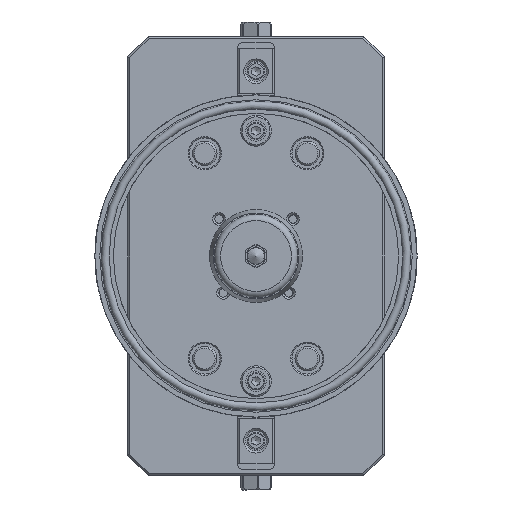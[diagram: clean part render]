
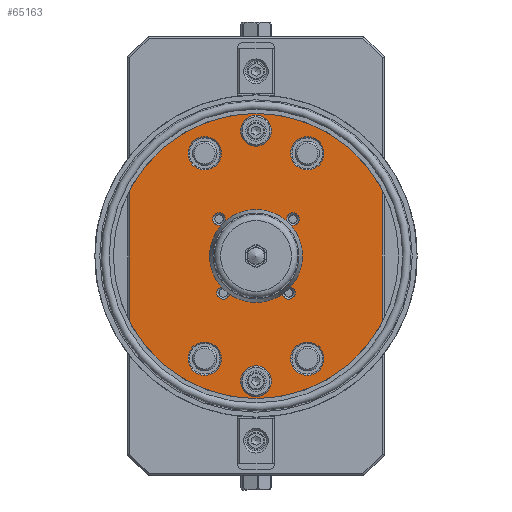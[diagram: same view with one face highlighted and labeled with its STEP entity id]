
A CAD part, front view. The second image highlights one B-rep face of the part: STEP entity #65163.
In plain terms, the highlighted planar face has unit normal (0, -1, 0).
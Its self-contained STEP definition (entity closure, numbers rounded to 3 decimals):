
#2863=FACE_BOUND('',#9152,.T.);
#2864=FACE_BOUND('',#9153,.T.);
#2865=FACE_BOUND('',#9154,.T.);
#2866=FACE_BOUND('',#9155,.T.);
#2867=FACE_BOUND('',#9156,.T.);
#2868=FACE_BOUND('',#9157,.T.);
#2869=FACE_BOUND('',#9158,.T.);
#2870=FACE_BOUND('',#9159,.T.);
#2871=FACE_BOUND('',#9160,.T.);
#2872=FACE_BOUND('',#9161,.T.);
#2873=FACE_BOUND('',#9162,.T.);
#3223=PLANE('',#68972);
#5620=FACE_OUTER_BOUND('',#9151,.T.);
#9151=EDGE_LOOP('',(#42598,#42599,#42600,#42601));
#9152=EDGE_LOOP('',(#42602));
#9153=EDGE_LOOP('',(#42603));
#9154=EDGE_LOOP('',(#42604));
#9155=EDGE_LOOP('',(#42605));
#9156=EDGE_LOOP('',(#42606));
#9157=EDGE_LOOP('',(#42607));
#9158=EDGE_LOOP('',(#42608));
#9159=EDGE_LOOP('',(#42609));
#9160=EDGE_LOOP('',(#42610));
#9161=EDGE_LOOP('',(#42611));
#9162=EDGE_LOOP('',(#42612));
#13039=LINE('',#86938,#19451);
#13040=LINE('',#86941,#19452);
#19451=VECTOR('',#72845,10.);
#19452=VECTOR('',#72848,10.);
#25868=CIRCLE('',#68969,8.1);
#25871=CIRCLE('',#68973,69.5);
#25872=CIRCLE('',#68974,69.5);
#25873=CIRCLE('',#68975,8.1);
#25874=CIRCLE('',#68976,8.1);
#25875=CIRCLE('',#68977,3.067);
#25876=CIRCLE('',#68978,3.067);
#25877=CIRCLE('',#68979,13.5);
#25878=CIRCLE('',#68980,7.5);
#25879=CIRCLE('',#68981,7.5);
#25880=CIRCLE('',#68982,3.067);
#25881=CIRCLE('',#68983,3.067);
#25882=CIRCLE('',#68984,8.1);
#26956=VERTEX_POINT('',#86926);
#26959=VERTEX_POINT('',#86934);
#26960=VERTEX_POINT('',#86935);
#26961=VERTEX_POINT('',#86937);
#26962=VERTEX_POINT('',#86939);
#26963=VERTEX_POINT('',#86942);
#26964=VERTEX_POINT('',#86944);
#26965=VERTEX_POINT('',#86946);
#26966=VERTEX_POINT('',#86948);
#26967=VERTEX_POINT('',#86950);
#26968=VERTEX_POINT('',#86952);
#26969=VERTEX_POINT('',#86954);
#26970=VERTEX_POINT('',#86956);
#26971=VERTEX_POINT('',#86958);
#26972=VERTEX_POINT('',#86960);
#33186=EDGE_CURVE('',#26956,#26956,#25868,.T.);
#33190=EDGE_CURVE('',#26959,#26960,#25871,.T.);
#33191=EDGE_CURVE('',#26961,#26960,#13039,.T.);
#33192=EDGE_CURVE('',#26961,#26962,#25872,.T.);
#33193=EDGE_CURVE('',#26959,#26962,#13040,.T.);
#33194=EDGE_CURVE('',#26963,#26963,#25873,.T.);
#33195=EDGE_CURVE('',#26964,#26964,#25874,.T.);
#33196=EDGE_CURVE('',#26965,#26965,#25875,.T.);
#33197=EDGE_CURVE('',#26966,#26966,#25876,.T.);
#33198=EDGE_CURVE('',#26967,#26967,#25877,.T.);
#33199=EDGE_CURVE('',#26968,#26968,#25878,.T.);
#33200=EDGE_CURVE('',#26969,#26969,#25879,.T.);
#33201=EDGE_CURVE('',#26970,#26970,#25880,.T.);
#33202=EDGE_CURVE('',#26971,#26971,#25881,.T.);
#33203=EDGE_CURVE('',#26972,#26972,#25882,.T.);
#42598=ORIENTED_EDGE('',*,*,#33190,.T.);
#42599=ORIENTED_EDGE('',*,*,#33191,.F.);
#42600=ORIENTED_EDGE('',*,*,#33192,.T.);
#42601=ORIENTED_EDGE('',*,*,#33193,.F.);
#42602=ORIENTED_EDGE('',*,*,#33194,.F.);
#42603=ORIENTED_EDGE('',*,*,#33195,.F.);
#42604=ORIENTED_EDGE('',*,*,#33196,.F.);
#42605=ORIENTED_EDGE('',*,*,#33197,.F.);
#42606=ORIENTED_EDGE('',*,*,#33198,.F.);
#42607=ORIENTED_EDGE('',*,*,#33199,.T.);
#42608=ORIENTED_EDGE('',*,*,#33200,.T.);
#42609=ORIENTED_EDGE('',*,*,#33201,.F.);
#42610=ORIENTED_EDGE('',*,*,#33202,.F.);
#42611=ORIENTED_EDGE('',*,*,#33203,.F.);
#42612=ORIENTED_EDGE('',*,*,#33186,.F.);
#65163=ADVANCED_FACE('',(#5620,#2863,#2864,#2865,#2866,#2867,#2868,#2869,
#2870,#2871,#2872,#2873),#3223,.T.);
#68969=AXIS2_PLACEMENT_3D('',#86927,#72834,#72835);
#68972=AXIS2_PLACEMENT_3D('',#86933,#72841,#72842);
#68973=AXIS2_PLACEMENT_3D('',#86936,#72843,#72844);
#68974=AXIS2_PLACEMENT_3D('',#86940,#72846,#72847);
#68975=AXIS2_PLACEMENT_3D('',#86943,#72849,#72850);
#68976=AXIS2_PLACEMENT_3D('',#86945,#72851,#72852);
#68977=AXIS2_PLACEMENT_3D('',#86947,#72853,#72854);
#68978=AXIS2_PLACEMENT_3D('',#86949,#72855,#72856);
#68979=AXIS2_PLACEMENT_3D('',#86951,#72857,#72858);
#68980=AXIS2_PLACEMENT_3D('',#86953,#72859,#72860);
#68981=AXIS2_PLACEMENT_3D('',#86955,#72861,#72862);
#68982=AXIS2_PLACEMENT_3D('',#86957,#72863,#72864);
#68983=AXIS2_PLACEMENT_3D('',#86959,#72865,#72866);
#68984=AXIS2_PLACEMENT_3D('',#86961,#72867,#72868);
#72834=DIRECTION('center_axis',(0.,-1.,0.));
#72835=DIRECTION('ref_axis',(-1.,0.,0.));
#72841=DIRECTION('center_axis',(0.,-1.,0.));
#72842=DIRECTION('ref_axis',(1.,0.,0.));
#72843=DIRECTION('center_axis',(0.,-1.,0.));
#72844=DIRECTION('ref_axis',(0.904,0.,0.428));
#72845=DIRECTION('',(0.,0.,-1.));
#72846=DIRECTION('center_axis',(0.,-1.,0.));
#72847=DIRECTION('ref_axis',(-0.904,0.,-0.428));
#72848=DIRECTION('',(0.,0.,1.));
#72849=DIRECTION('center_axis',(0.,-1.,0.));
#72850=DIRECTION('ref_axis',(-1.,0.,0.));
#72851=DIRECTION('center_axis',(0.,-1.,0.));
#72852=DIRECTION('ref_axis',(-1.,0.,0.));
#72853=DIRECTION('center_axis',(0.,-1.,0.));
#72854=DIRECTION('ref_axis',(1.,0.,0.));
#72855=DIRECTION('center_axis',(0.,-1.,0.));
#72856=DIRECTION('ref_axis',(1.,0.,0.));
#72857=DIRECTION('center_axis',(0.,-1.,0.));
#72858=DIRECTION('ref_axis',(-1.,0.,0.));
#72859=DIRECTION('center_axis',(0.,1.,0.));
#72860=DIRECTION('ref_axis',(1.,0.,0.));
#72861=DIRECTION('center_axis',(0.,1.,0.));
#72862=DIRECTION('ref_axis',(1.,0.,0.));
#72863=DIRECTION('center_axis',(0.,-1.,0.));
#72864=DIRECTION('ref_axis',(1.,0.,0.));
#72865=DIRECTION('center_axis',(0.,-1.,0.));
#72866=DIRECTION('ref_axis',(1.,0.,0.));
#72867=DIRECTION('center_axis',(0.,-1.,0.));
#72868=DIRECTION('ref_axis',(-1.,0.,0.));
#86926=CARTESIAN_POINT('',(33.1,0.,-50.));
#86927=CARTESIAN_POINT('Origin',(25.,0.,-50.));
#86933=CARTESIAN_POINT('Origin',(-62.5,0.,0.));
#86934=CARTESIAN_POINT('',(-61.5,0.,-32.373));
#86935=CARTESIAN_POINT('',(61.5,0.,-32.373));
#86936=CARTESIAN_POINT('Origin',(0.,0.,
0.));
#86937=CARTESIAN_POINT('',(61.5,0.,32.373));
#86938=CARTESIAN_POINT('',(61.5,0.,0.));
#86939=CARTESIAN_POINT('',(-61.5,0.,32.373));
#86940=CARTESIAN_POINT('Origin',(0.,0.,
0.));
#86941=CARTESIAN_POINT('',(-61.5,0.,0.));
#86942=CARTESIAN_POINT('',(-16.9,0.,-50.));
#86943=CARTESIAN_POINT('Origin',(-25.,0.,-50.));
#86944=CARTESIAN_POINT('',(33.1,0.,50.));
#86945=CARTESIAN_POINT('Origin',(25.,0.,50.));
#86946=CARTESIAN_POINT('',(12.933,0.,-18.));
#86947=CARTESIAN_POINT('Origin',(16.,0.,-18.));
#86948=CARTESIAN_POINT('',(-21.067,0.,18.));
#86949=CARTESIAN_POINT('Origin',(-18.,0.,18.));
#86950=CARTESIAN_POINT('',(13.5,0.,0.));
#86951=CARTESIAN_POINT('Origin',(0.,0.,
0.));
#86952=CARTESIAN_POINT('',(-7.5,0.,61.));
#86953=CARTESIAN_POINT('Origin',(0.,0.,
61.));
#86954=CARTESIAN_POINT('',(-7.5,0.,-61.));
#86955=CARTESIAN_POINT('Origin',(0.,0.,
-61.));
#86956=CARTESIAN_POINT('',(14.933,0.,18.));
#86957=CARTESIAN_POINT('Origin',(18.,0.,18.));
#86958=CARTESIAN_POINT('',(-19.067,0.,-18.));
#86959=CARTESIAN_POINT('Origin',(-16.,0.,-18.));
#86960=CARTESIAN_POINT('',(-16.9,0.,50.));
#86961=CARTESIAN_POINT('Origin',(-25.,0.,50.));
